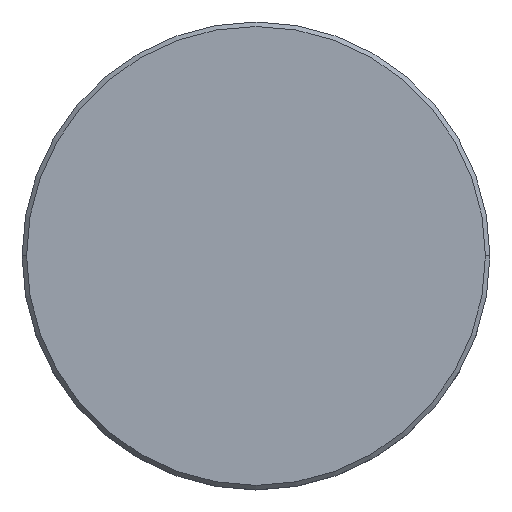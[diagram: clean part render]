
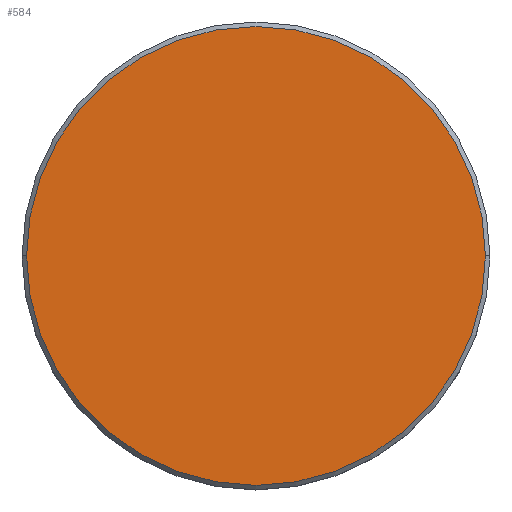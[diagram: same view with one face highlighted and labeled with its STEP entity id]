
A CAD part, top view. The second image highlights one B-rep face of the part: STEP entity #584.
In plain terms, the highlighted planar face has unit normal (0, 0, 1).
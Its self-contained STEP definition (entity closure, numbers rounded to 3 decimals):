
#13 = DIRECTION ( 'NONE',  ( 1., 0., 0. ) ) ;
#16 = DIRECTION ( 'NONE',  ( 0., 0., 1. ) ) ;
#99 = CIRCLE ( 'NONE', #199, 25.5 ) ;
#113 = DIRECTION ( 'NONE',  ( 1., 0., 0. ) ) ;
#153 = VERTEX_POINT ( 'NONE', #415 ) ;
#199 = AXIS2_PLACEMENT_3D ( 'NONE', #659, #209, #935 ) ;
#209 = DIRECTION ( 'NONE',  ( 0., 0., 1. ) ) ;
#214 = CARTESIAN_POINT ( 'NONE',  ( -25.5, 0., 0. ) ) ;
#221 = CIRCLE ( 'NONE', #266, 25.5 ) ;
#224 = FACE_OUTER_BOUND ( 'NONE', #853, .T. ) ;
#266 = AXIS2_PLACEMENT_3D ( 'NONE', #480, #16, #113 ) ;
#403 = ORIENTED_EDGE ( 'NONE', *, *, #627, .T. ) ;
#415 = CARTESIAN_POINT ( 'NONE',  ( 25.5, 0., 0. ) ) ;
#480 = CARTESIAN_POINT ( 'NONE',  ( 0., 0., 0. ) ) ;
#584 = ADVANCED_FACE ( 'NONE', ( #224 ), #950, .T. ) ;
#602 = ORIENTED_EDGE ( 'NONE', *, *, #636, .T. ) ;
#627 = EDGE_CURVE ( 'NONE', #1091, #153, #99, .T. ) ;
#636 = EDGE_CURVE ( 'NONE', #153, #1091, #221, .T. ) ;
#659 = CARTESIAN_POINT ( 'NONE',  ( 0., 0., 0. ) ) ;
#674 = AXIS2_PLACEMENT_3D ( 'NONE', #1001, #919, #13 ) ;
#853 = EDGE_LOOP ( 'NONE', ( #403, #602 ) ) ;
#919 = DIRECTION ( 'NONE',  ( 0., 0., 1. ) ) ;
#935 = DIRECTION ( 'NONE',  ( 1., 0., 0. ) ) ;
#950 = PLANE ( 'NONE',  #674 ) ;
#1001 = CARTESIAN_POINT ( 'NONE',  ( 0., 0., 0. ) ) ;
#1091 = VERTEX_POINT ( 'NONE', #214 ) ;
